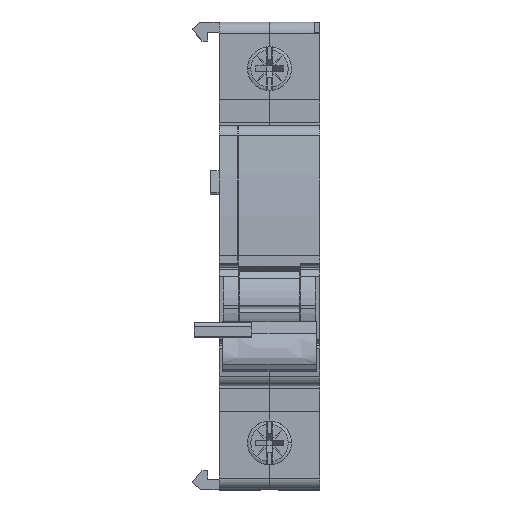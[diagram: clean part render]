
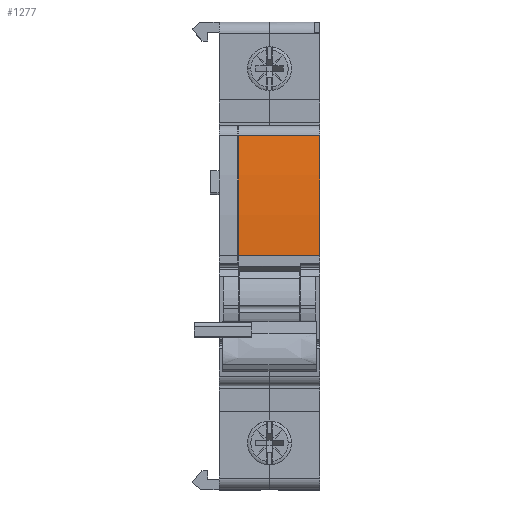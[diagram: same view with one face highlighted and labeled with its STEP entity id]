
A CAD part, top view. The second image highlights one B-rep face of the part: STEP entity #1277.
In plain terms, the highlighted cylindrical face has radius 122.659 mm (diameter 245.319 mm), a partial arc.
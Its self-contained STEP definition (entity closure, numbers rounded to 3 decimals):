
#1277 = ADVANCED_FACE ( 'NONE', ( #11099 ), #23879, .T. ) ;
#1673 = EDGE_CURVE ( 'NONE', #6684, #19027, #12089, .T. ) ;
#2332 = EDGE_CURVE ( 'NONE', #4366, #19027, #8845, .T. ) ;
#2707 = EDGE_LOOP ( 'NONE', ( #28057, #3553, #8085, #14153 ) ) ;
#2979 = CARTESIAN_POINT ( 'NONE',  ( 8.75, 20.941, 65.699 ) ) ;
#3553 = ORIENTED_EDGE ( 'NONE', *, *, #30321, .F. ) ;
#4165 = DIRECTION ( 'NONE',  ( -1., 0., 0. ) ) ;
#4366 = VERTEX_POINT ( 'NONE', #24449 ) ;
#6684 = VERTEX_POINT ( 'NONE', #8240 ) ;
#6742 = CARTESIAN_POINT ( 'NONE',  ( 8.75, 0., -55.16 ) ) ;
#8085 = ORIENTED_EDGE ( 'NONE', *, *, #29065, .T. ) ;
#8240 = CARTESIAN_POINT ( 'NONE',  ( 8.75, 0., 67.5 ) ) ;
#8845 = CIRCLE ( 'NONE', #28088, 122.66 ) ;
#11099 = FACE_OUTER_BOUND ( 'NONE', #2707, .T. ) ;
#12089 = LINE ( 'NONE', #23528, #21781 ) ;
#14153 = ORIENTED_EDGE ( 'NONE', *, *, #2332, .T. ) ;
#14184 = VECTOR ( 'NONE', #4165, 1000. ) ;
#15286 = DIRECTION ( 'NONE',  ( 1., 0., 0. ) ) ;
#15585 = CARTESIAN_POINT ( 'NONE',  ( -5.425, 0., -55.16 ) ) ;
#18608 = DIRECTION ( 'NONE',  ( 0., 0., -1. ) ) ;
#19027 = VERTEX_POINT ( 'NONE', #19907 ) ;
#19907 = CARTESIAN_POINT ( 'NONE',  ( -5.425, 0., 67.5 ) ) ;
#20666 = CARTESIAN_POINT ( 'NONE',  ( 8.75, 0., -55.16 ) ) ;
#20787 = AXIS2_PLACEMENT_3D ( 'NONE', #20666, #23148, #25471 ) ;
#21781 = VECTOR ( 'NONE', #25996, 1000. ) ;
#22946 = CIRCLE ( 'NONE', #27865, 122.66 ) ;
#23102 = DIRECTION ( 'NONE',  ( 1., 0., 0. ) ) ;
#23148 = DIRECTION ( 'NONE',  ( -1., 0., 0. ) ) ;
#23528 = CARTESIAN_POINT ( 'NONE',  ( 8.75, 0., 67.5 ) ) ;
#23879 = CYLINDRICAL_SURFACE ( 'NONE', #20787, 122.66 ) ;
#24117 = LINE ( 'NONE', #2979, #14184 ) ;
#24449 = CARTESIAN_POINT ( 'NONE',  ( -5.425, 20.941, 65.699 ) ) ;
#25471 = DIRECTION ( 'NONE',  ( 0., 0., 1. ) ) ;
#25996 = DIRECTION ( 'NONE',  ( -1., 0., 0. ) ) ;
#27865 = AXIS2_PLACEMENT_3D ( 'NONE', #6742, #23102, #18608 ) ;
#28057 = ORIENTED_EDGE ( 'NONE', *, *, #1673, .F. ) ;
#28088 = AXIS2_PLACEMENT_3D ( 'NONE', #15585, #15286, #29788 ) ;
#28359 = VERTEX_POINT ( 'NONE', #29874 ) ;
#29065 = EDGE_CURVE ( 'NONE', #28359, #4366, #24117, .T. ) ;
#29788 = DIRECTION ( 'NONE',  ( 0., 1., 0. ) ) ;
#29874 = CARTESIAN_POINT ( 'NONE',  ( 8.75, 20.941, 65.699 ) ) ;
#30321 = EDGE_CURVE ( 'NONE', #28359, #6684, #22946, .T. ) ;
